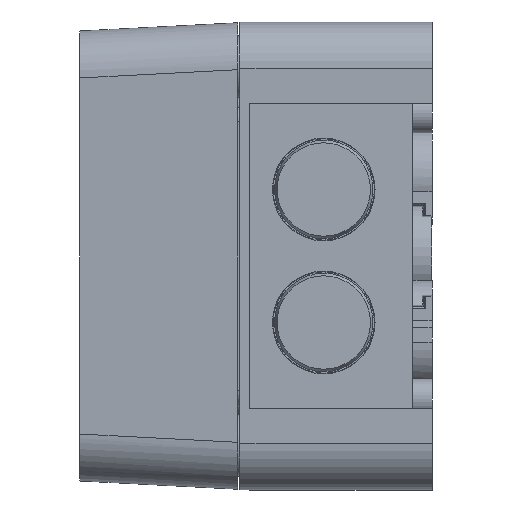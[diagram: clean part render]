
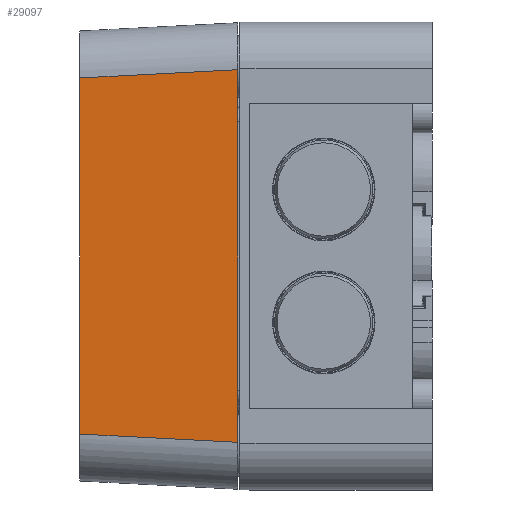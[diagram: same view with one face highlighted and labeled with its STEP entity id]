
A CAD part, left-side view. The second image highlights one B-rep face of the part: STEP entity #29097.
In plain terms, the highlighted face is planar.
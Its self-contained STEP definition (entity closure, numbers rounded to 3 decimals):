
#737 = EDGE_CURVE ( 'NONE', #5513, #30308, #33497, .T. ) ;
#1634 = ORIENTED_EDGE ( 'NONE', *, *, #28992, .T. ) ;
#2330 = ORIENTED_EDGE ( 'NONE', *, *, #22808, .T. ) ;
#5179 = VECTOR ( 'NONE', #24337, 1000. ) ;
#5272 = CARTESIAN_POINT ( 'NONE',  ( 37.813, 0., 47.35 ) ) ;
#5513 = VERTEX_POINT ( 'NONE', #12479 ) ;
#8707 = FACE_OUTER_BOUND ( 'NONE', #14029, .T. ) ;
#8708 = CARTESIAN_POINT ( 'NONE',  ( -37.839, -0.497, 47.376 ) ) ;
#9680 = EDGE_CURVE ( 'NONE', #23355, #30308, #21724, .T. ) ;
#9937 = CARTESIAN_POINT ( 'NONE',  ( -37.813, 0., 47.35 ) ) ;
#12091 = ORIENTED_EDGE ( 'NONE', *, *, #737, .F. ) ;
#12241 = DIRECTION ( 'NONE',  ( 0., 0.052, 0.999 ) ) ;
#12479 = CARTESIAN_POINT ( 'NONE',  ( -36.136, 32., 45.673 ) ) ;
#12878 = VECTOR ( 'NONE', #16042, 1000. ) ;
#14029 = EDGE_LOOP ( 'NONE', ( #12091, #2330, #1634, #18015 ) ) ;
#14205 = PLANE ( 'NONE',  #27302 ) ;
#14325 = CARTESIAN_POINT ( 'NONE',  ( 36.136, 32., 45.673 ) ) ;
#16042 = DIRECTION ( 'NONE',  ( -0.052, 0.997, -0.052 ) ) ;
#16193 = LINE ( 'NONE', #26980, #5179 ) ;
#17053 = CARTESIAN_POINT ( 'NONE',  ( 0., 32., 45.673 ) ) ;
#17588 = DIRECTION ( 'NONE',  ( 0., -0.999, 0.052 ) ) ;
#18015 = ORIENTED_EDGE ( 'NONE', *, *, #9680, .T. ) ;
#20096 = CARTESIAN_POINT ( 'NONE',  ( -47.35, 0., 47.35 ) ) ;
#21545 = CARTESIAN_POINT ( 'NONE',  ( 37.58, 4.439, 47.117 ) ) ;
#21724 = LINE ( 'NONE', #21545, #12878 ) ;
#22808 = EDGE_CURVE ( 'NONE', #5513, #32323, #29801, .T. ) ;
#23355 = VERTEX_POINT ( 'NONE', #5272 ) ;
#24337 = DIRECTION ( 'NONE',  ( 1., 0., 0. ) ) ;
#26980 = CARTESIAN_POINT ( 'NONE',  ( -47.35, 0., 47.35 ) ) ;
#27302 = AXIS2_PLACEMENT_3D ( 'NONE', #20096, #12241, #17588 ) ;
#27334 = DIRECTION ( 'NONE',  ( -0.052, -0.997, 0.052 ) ) ;
#27846 = VECTOR ( 'NONE', #27334, 1000. ) ;
#28005 = DIRECTION ( 'NONE',  ( 1., 0., 0. ) ) ;
#28992 = EDGE_CURVE ( 'NONE', #32323, #23355, #16193, .T. ) ;
#29069 = VECTOR ( 'NONE', #28005, 1000. ) ;
#29097 = ADVANCED_FACE ( 'NONE', ( #8707 ), #14205, .T. ) ;
#29801 = LINE ( 'NONE', #8708, #27846 ) ;
#30308 = VERTEX_POINT ( 'NONE', #14325 ) ;
#32323 = VERTEX_POINT ( 'NONE', #9937 ) ;
#33497 = LINE ( 'NONE', #17053, #29069 ) ;
